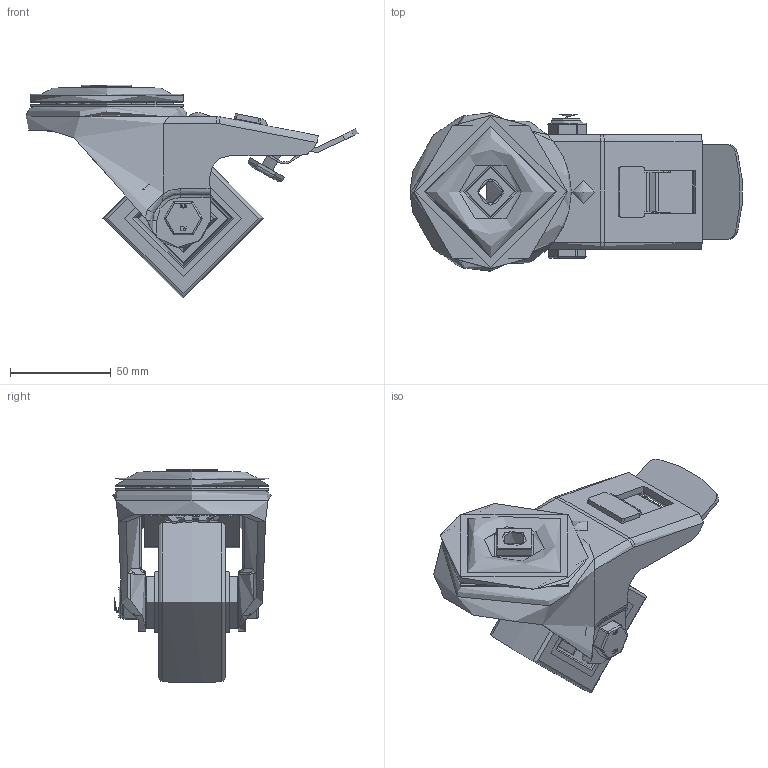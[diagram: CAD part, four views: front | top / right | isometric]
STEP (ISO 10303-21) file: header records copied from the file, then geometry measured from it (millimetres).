
FILE_DESCRIPTION(/* description */ (''),/* implementation_level */ '2;1');
FILE_NAME(/* name */ 'BZH80NPBH12SWB.step',/* time_stamp */ '2024-07-24T16:36:55+01:00',/* author */ (''),/* organization */ (''),/* preprocessor_version */ 'ST-DEVELOPER v20',/* originating_system */ 'Autodesk Translation Framework v13.14.0.145',/* authorisation */ '');
FILE_SCHEMA (('AUTOMOTIVE_DESIGN { 1 0 10303 214 3 1 1 }'));
Products named in the file (25): BZH80NPBH12SWB; BZH80ASBH12SWB v1; ZINC PLATED, PRESSED STEEL TOP PLATE; ZINC PLATED, PRESSED STEEL FORKS; ZINC PLATED, PRESSED STEEL FORKS Geometry; Pattern; Component1; BOLT; NUT; BEARING SEAL; ZINC PLATED PRESSED STEEL BRAKE PEDAL; BRAKE PAD; BRAKE PAD Geometry; BRAKE BOLT; BZMM80WNP v1; POLYURETHANE TYRE; NYLON RIM; TUBEM12X46X10 v1; ZINC PLATED AXLE TUBE; HEXBOLTM10X65Z8.8FULL v2; GRADE 8.8 FULLY THREADED ZINC PLATED BOLT; NYLOCM10Z v1; NYLOC NUT; RUBBER; NUT (1)
Assembly tree (39 placements, depth 5):
  BZH80NPBH12SWB
    BZH80ASBH12SWB v1
      ZINC PLATED, PRESSED STEEL TOP PLATE
      ZINC PLATED, PRESSED STEEL FORKS
        ZINC PLATED, PRESSED STEEL FORKS Geometry
        Pattern
          Component1  x16
        BOLT
        NUT
      BEARING SEAL
      ZINC PLATED PRESSED STEEL BRAKE PEDAL
      BRAKE PAD
        BRAKE PAD Geometry
        BRAKE BOLT
    BZMM80WNP v1
      POLYURETHANE TYRE
      NYLON RIM
    TUBEM12X46X10 v1
      ZINC PLATED AXLE TUBE
    HEXBOLTM10X65Z8.8FULL v2
      GRADE 8.8 FULLY THREADED ZINC PLATED BOLT
    NYLOCM10Z v1
      NYLOC NUT
        RUBBER
        NUT (1)
Bounding box: 164.72 x 78.66 x 105.93 mm (x, y, z)
Volume: 257954.8 mm3; surface area: 121246.3 mm2
Topology: 30 solids, 30 shells, 807 faces, 2124 edges, 1371 vertices
Faces by surface type: plane 368, cylinder 285, bspline 78, sphere 35, torus 31, cone 10
Full cylindrical faces by diameter (mm): 6 x6, 8.141 x18, 9.85 x30, 10 x4, 10.2 x2, 11.95 x1, 12 x2, 12.2 x1, 12.5 x1, 16 x2, 22 x1, 24 x1, 25 x2, 26 x2, 35 x1, 58 x3, 59 x1, 66 x1, 76 x2
Entity records: 50029 total; most frequent: CARTESIAN_POINT 30043, ORIENTED_EDGE 4152, DIRECTION 3898, EDGE_CURVE 2076, AXIS2_PLACEMENT_3D 1396, VERTEX_POINT 1341, LINE 1106, VECTOR 1106
